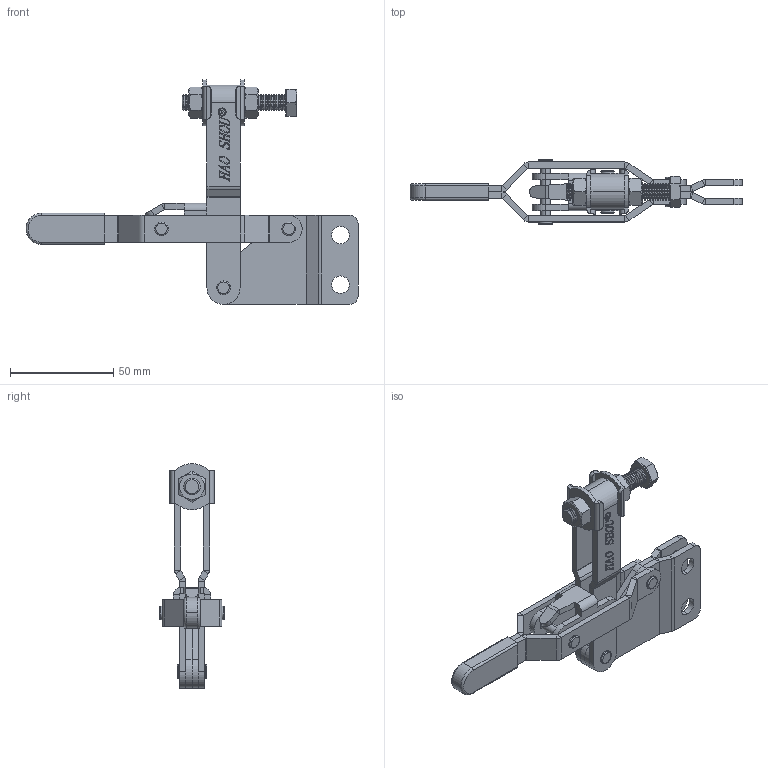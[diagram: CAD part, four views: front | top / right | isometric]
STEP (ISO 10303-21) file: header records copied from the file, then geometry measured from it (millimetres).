
FILE_DESCRIPTION (( 'STEP AP203' ), '1' );
FILE_NAME ('HS-12421.STEP', '2020-09-04T05:49:47', ( '微软用户' ), ( '微软中国' ), 'SwSTEP 2.0', 'SolidWorks 2012', '' );
FILE_SCHEMA (( 'CONFIG_CONTROL_DESIGN' ));
Length unit declared in the file: millimetre
Products named in the file (13): HS-12421; hex screw gradeab_din_ISO 4017 - M8 x 50-S; hex nuts, style 1-grades ab gb_GB_FASTENER_NUT_SNAB1 M8-S; FW-516; 菁釱衵; 酗种; 揤參; 种; 忒梟; 忒參; 蟀裝; 傻种; 菁釱酘
Assembly tree (16 placements, depth 2):
  HS-12421
    菁釱酘
    傻种  x2
    蟀裝
    忒參
    忒梟  x2
    种
    揤參
    酗种
    菁釱衵
    FW-516  x2
    hex nuts, style 1-grades ab gb_GB_FASTENER_NUT_SNAB1 M8-S  x2
    hex screw gradeab_din_ISO 4017 - M8 x 50-S
Bounding box: 160.5 x 31.4 x 108.61 mm (x, y, z)
Volume: 47937.9 mm3; surface area: 39744.5 mm2
Topology: 16 solids, 16 shells, 1123 faces, 2785 edges, 1728 vertices
Faces by surface type: plane 469, cylinder 264, cone 244, bspline 126, torus 20
Entity records: 36769 total; most frequent: CARTESIAN_POINT 11973, ORIENTED_EDGE 4962, DIRECTION 4687, EDGE_CURVE 2481, AXIS2_PLACEMENT_3D 1614, VERTEX_POINT 1556, VECTOR 1459, LINE 1459
